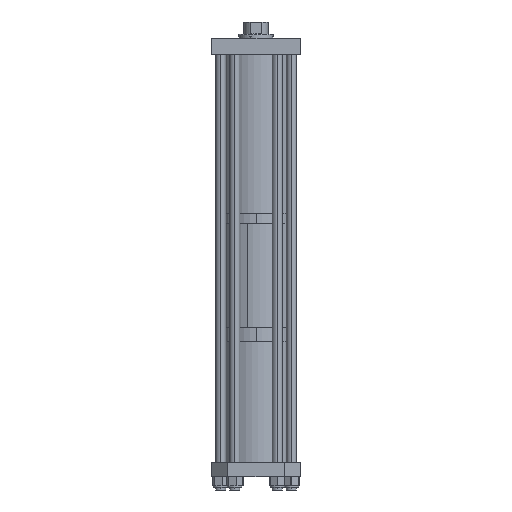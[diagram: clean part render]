
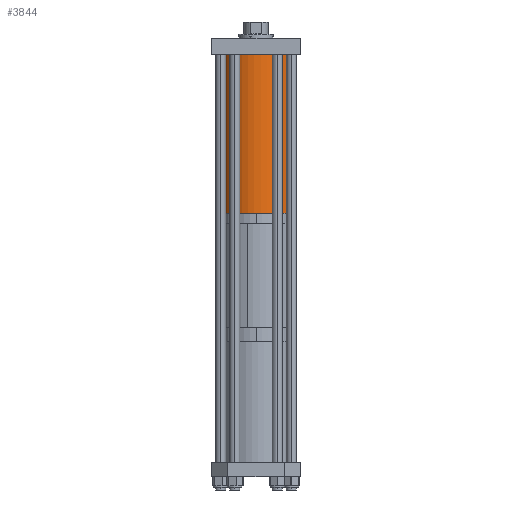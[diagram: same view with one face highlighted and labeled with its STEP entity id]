
A CAD part, left-side view. The second image highlights one B-rep face of the part: STEP entity #3844.
In plain terms, the highlighted cylindrical face has radius 114.3 mm (diameter 228.6 mm), a partial arc.
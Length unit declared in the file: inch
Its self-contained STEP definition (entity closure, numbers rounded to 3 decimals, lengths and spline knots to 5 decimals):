
#1147 = CARTESIAN_POINT ( 'NONE',  ( 4.5, 0., 0. ) ) ;
#1310 = VERTEX_POINT ( 'NONE', #2688 ) ;
#1463 = VERTEX_POINT ( 'NONE', #4658 ) ;
#1897 = AXIS2_PLACEMENT_3D ( 'NONE', #9588, #4107, #10520 ) ;
#1997 = VERTEX_POINT ( 'NONE', #1147 ) ;
#2688 = CARTESIAN_POINT ( 'NONE',  ( -4.5, 0., 0. ) ) ;
#3188 = DIRECTION ( 'NONE',  ( 0., 0., -1. ) ) ;
#3380 = LINE ( 'NONE', #11355, #9511 ) ;
#3590 = CARTESIAN_POINT ( 'NONE',  ( 0., 0., 19.78 ) ) ;
#3844 = ADVANCED_FACE ( 'NONE', ( #9668 ), #5240, .T. ) ;
#4107 = DIRECTION ( 'NONE',  ( 0., 0., 1. ) ) ;
#4347 = CIRCLE ( 'NONE', #1897, 4.5 ) ;
#4359 = VECTOR ( 'NONE', #3188, 39.37008 ) ;
#4658 = CARTESIAN_POINT ( 'NONE',  ( -4.5, 0., 19.78 ) ) ;
#5066 = LINE ( 'NONE', #5842, #4359 ) ;
#5240 = CYLINDRICAL_SURFACE ( 'NONE', #8896, 4.5 ) ;
#5537 = EDGE_CURVE ( 'NONE', #1310, #1997, #4347, .T. ) ;
#5590 = VERTEX_POINT ( 'NONE', #8255 ) ;
#5842 = CARTESIAN_POINT ( 'NONE',  ( 4.5, 0., 19.78 ) ) ;
#7121 = EDGE_LOOP ( 'NONE', ( #9626, #11604, #9801, #8384 ) ) ;
#7809 = EDGE_CURVE ( 'NONE', #1463, #5590, #11827, .T. ) ;
#7853 = AXIS2_PLACEMENT_3D ( 'NONE', #3590, #8898, #9968 ) ;
#8255 = CARTESIAN_POINT ( 'NONE',  ( 4.5, 0., 19.78 ) ) ;
#8384 = ORIENTED_EDGE ( 'NONE', *, *, #5537, .T. ) ;
#8621 = DIRECTION ( 'NONE',  ( 0., 0., -1. ) ) ;
#8856 = CARTESIAN_POINT ( 'NONE',  ( 0., 0., 19.78 ) ) ;
#8896 = AXIS2_PLACEMENT_3D ( 'NONE', #8856, #11762, #9807 ) ;
#8898 = DIRECTION ( 'NONE',  ( 0., 0., 1. ) ) ;
#9511 = VECTOR ( 'NONE', #8621, 39.37008 ) ;
#9588 = CARTESIAN_POINT ( 'NONE',  ( 0., 0., 0. ) ) ;
#9626 = ORIENTED_EDGE ( 'NONE', *, *, #9678, .F. ) ;
#9668 = FACE_OUTER_BOUND ( 'NONE', #7121, .T. ) ;
#9678 = EDGE_CURVE ( 'NONE', #5590, #1997, #5066, .T. ) ;
#9801 = ORIENTED_EDGE ( 'NONE', *, *, #10221, .T. ) ;
#9807 = DIRECTION ( 'NONE',  ( -1., 0., 0. ) ) ;
#9968 = DIRECTION ( 'NONE',  ( 1., 0., 0. ) ) ;
#10221 = EDGE_CURVE ( 'NONE', #1463, #1310, #3380, .T. ) ;
#10520 = DIRECTION ( 'NONE',  ( 1., 0., 0. ) ) ;
#11355 = CARTESIAN_POINT ( 'NONE',  ( -4.5, 0., 19.78 ) ) ;
#11604 = ORIENTED_EDGE ( 'NONE', *, *, #7809, .F. ) ;
#11762 = DIRECTION ( 'NONE',  ( 0., 0., -1. ) ) ;
#11827 = CIRCLE ( 'NONE', #7853, 4.5 ) ;
